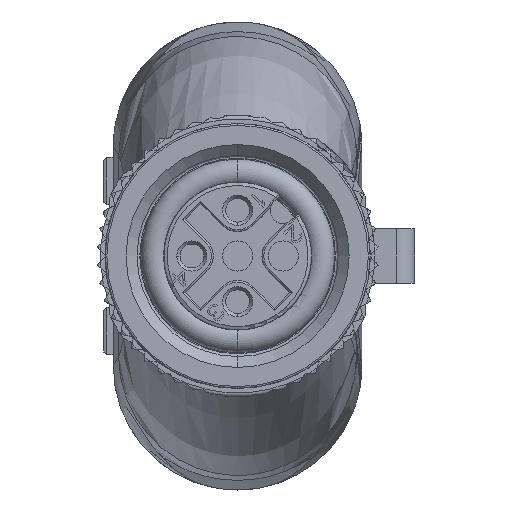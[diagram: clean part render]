
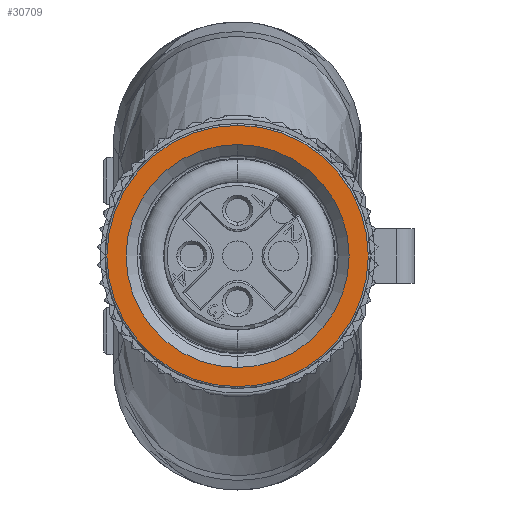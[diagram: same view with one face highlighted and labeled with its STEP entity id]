
A CAD part, front view. The second image highlights one B-rep face of the part: STEP entity #30709.
In plain terms, the highlighted face is planar.
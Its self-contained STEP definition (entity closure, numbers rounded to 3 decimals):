
#8372=CARTESIAN_POINT('',(0.,0.,-9.5));
#8373=DIRECTION('',(0.,0.,-1.));
#8374=DIRECTION('',(-1.,0.,0.));
#8375=AXIS2_PLACEMENT_3D('',#8372,#8373,#8374);
#8382=CARTESIAN_POINT('',(0.,0.,-9.5));
#8383=DIRECTION('',(0.,0.,-1.));
#8384=DIRECTION('',(1.,0.,0.));
#8385=AXIS2_PLACEMENT_3D('',#8382,#8383,#8384);
#8392=CARTESIAN_POINT('',(0.,0.,-9.5));
#8393=DIRECTION('',(0.,0.,1.));
#8394=DIRECTION('',(1.,0.,0.));
#8395=AXIS2_PLACEMENT_3D('',#8392,#8393,#8394);
#8406=CARTESIAN_POINT('',(0.,0.,-9.5));
#8407=DIRECTION('',(0.,0.,1.));
#8408=DIRECTION('',(-1.,0.,0.));
#8409=AXIS2_PLACEMENT_3D('',#8406,#8407,#8408);
#15600=CARTESIAN_POINT('',(7.15,0.,-9.5));
#15601=VERTEX_POINT('',#15600);
#15602=CARTESIAN_POINT('',(-7.15,0.,-9.5));
#15603=VERTEX_POINT('',#15602);
#15605=CARTESIAN_POINT('',(-6.1,0.,-9.5));
#15607=VERTEX_POINT('',#15605);
#15609=CARTESIAN_POINT('',(6.1,0.,-9.5));
#15611=VERTEX_POINT('',#15609);
#30693=CARTESIAN_POINT('',(0.,0.,-9.5));
#30694=DIRECTION('',(0.,0.,-1.));
#30695=DIRECTION('',(1.,0.,0.));
#30696=AXIS2_PLACEMENT_3D('',#30693,#30694,#30695);
#30697=PLANE('',#30696);
#30698=ORIENTED_EDGE('',*,*,#30676,.F.);
#30700=ORIENTED_EDGE('',*,*,#30699,.F.);
#30701=EDGE_LOOP('',(#30698,#30700));
#30702=FACE_OUTER_BOUND('',#30701,.F.);
#30704=ORIENTED_EDGE('',*,*,#30703,.F.);
#30706=ORIENTED_EDGE('',*,*,#30705,.F.);
#30707=EDGE_LOOP('',(#30704,#30706));
#30708=FACE_BOUND('',#30707,.F.);
#30709=ADVANCED_FACE('',(#30702,#30708),#30697,.T.);
#8376=CIRCLE('',#8375,7.15);
#8386=CIRCLE('',#8385,7.15);
#8396=CIRCLE('',#8395,6.1);
#8410=CIRCLE('',#8409,6.1);
#30676=EDGE_CURVE('',#15603,#15601,#8376,.T.);
#30699=EDGE_CURVE('',#15601,#15603,#8386,.T.);
#30703=EDGE_CURVE('',#15611,#15607,#8396,.T.);
#30705=EDGE_CURVE('',#15607,#15611,#8410,.T.);
